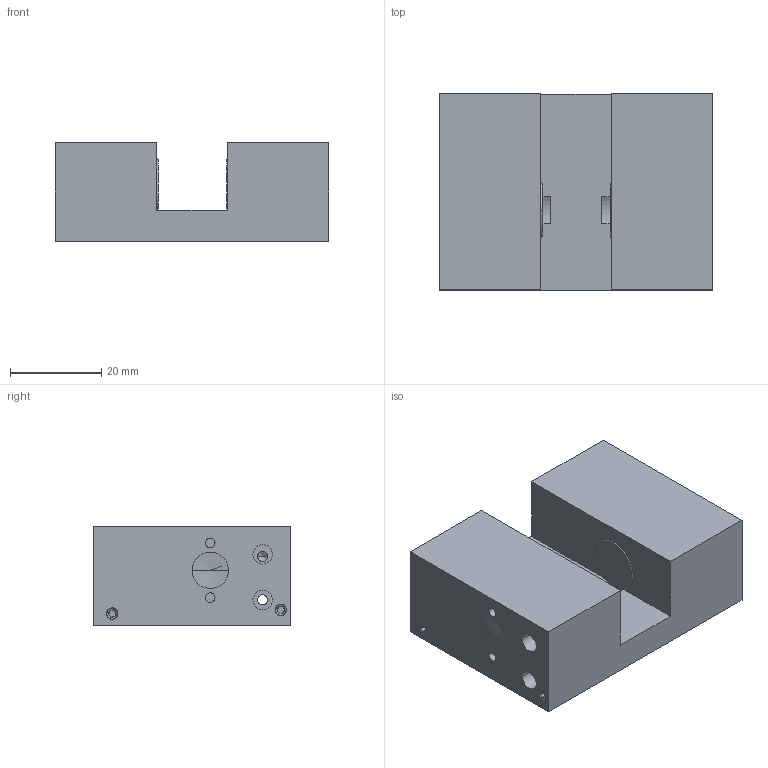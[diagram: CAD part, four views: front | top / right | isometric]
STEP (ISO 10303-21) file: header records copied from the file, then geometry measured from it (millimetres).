
FILE_DESCRIPTION((''),'2;1');
FILE_NAME('FRC15T01_SE-DE_SW0001','2014-04-23T',('anacleto.m'),(''),'PRO/ENGINEER BY PARAMETRIC TECHNOLOGY CORPORATION, 2010020','PRO/ENGINEER BY PARAMETRIC TECHNOLOGY CORPORATION, 2010020','');
FILE_SCHEMA(('CONFIG_CONTROL_DESIGN'));
Length unit declared in the file: millimetre
Products named in the file (1): FRC15T01_SE-DE_SW0001
Bounding box: 60 x 43 x 21.5 mm (x, y, z)
Volume: 33317.1 mm3; surface area: 17652.3 mm2
Topology: 1 solids, 1 shells, 503 faces, 1250 edges, 773 vertices
Faces by surface type: cylinder 236, plane 129, cone 70, bspline 42, sphere 14, torus 12
Entity records: 17266 total; most frequent: CARTESIAN_POINT 5267, DIRECTION 2650, ORIENTED_EDGE 2440, EDGE_CURVE 1220, AXIS2_PLACEMENT_3D 1094, VERTEX_POINT 773, CIRCLE 633, EDGE_LOOP 565
